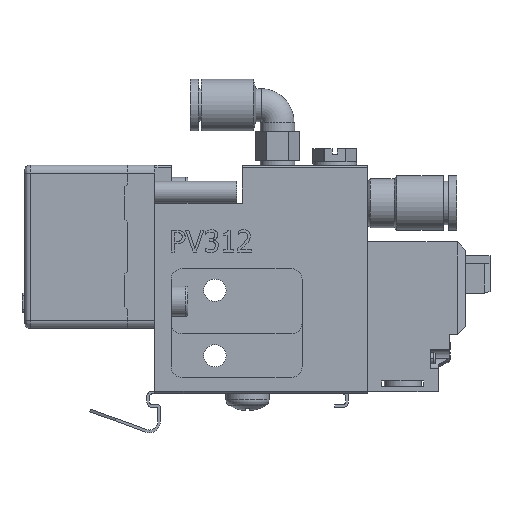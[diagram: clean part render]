
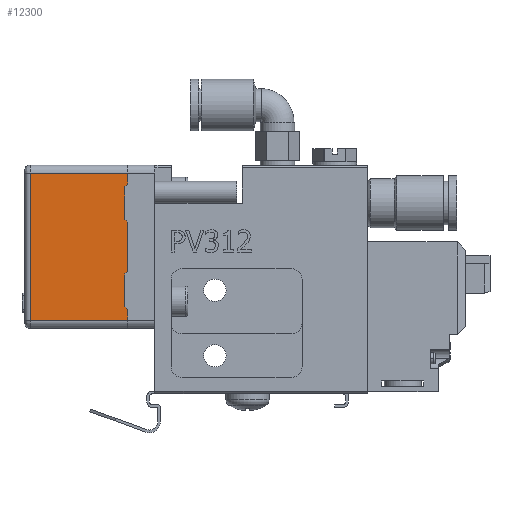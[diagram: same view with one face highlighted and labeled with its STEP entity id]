
A CAD part, left-side view. The second image highlights one B-rep face of the part: STEP entity #12300.
In plain terms, the highlighted planar face has unit normal (-1, 0, 0).
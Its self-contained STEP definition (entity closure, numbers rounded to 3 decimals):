
#11833=CARTESIAN_POINT('',(-15.,24.5,40.5));
#11834=VERTEX_POINT('',#11833);
#11842=CARTESIAN_POINT('',(-15.,24.5,38.5));
#11843=VERTEX_POINT('',#11842);
#11844=CARTESIAN_POINT('',(-15.,24.5,38.5));
#11845=DIRECTION('',(0.0,0.0,1.0));
#11846=VECTOR('',#11845,2.0);
#11847=LINE('',#11844,#11846);
#11848=EDGE_CURVE('',#11843,#11834,#11847,.T.);
#12147=CARTESIAN_POINT('',(-15.,24.5,15.5));
#12148=VERTEX_POINT('',#12147);
#12155=CARTESIAN_POINT('',(-15.,24.5,13.5));
#12156=VERTEX_POINT('',#12155);
#12157=CARTESIAN_POINT('',(-15.,24.5,13.5));
#12158=DIRECTION('',(0.0,0.0,1.0));
#12159=VECTOR('',#12158,2.);
#12160=LINE('',#12157,#12159);
#12161=EDGE_CURVE('',#12156,#12148,#12160,.T.);
#12196=CARTESIAN_POINT('',(-15.,25.,16.));
#12197=VERTEX_POINT('',#12196);
#12198=CARTESIAN_POINT('',(-15.,25.,16.));
#12199=DIRECTION('',(0.,-0.707,-0.707));
#12200=VECTOR('',#12199,0.707);
#12201=LINE('',#12198,#12200);
#12202=EDGE_CURVE('',#12197,#12148,#12201,.T.);
#12222=CARTESIAN_POINT('',(-15.,19.5,40.5));
#12223=DIRECTION('',(-1.0,0.0,0.0));
#12224=DIRECTION('',(0.0,-1.0,0.0));
#12225=AXIS2_PLACEMENT_3D('',#12222,#12223,#12224);
#12226=PLANE('',#12225);
#12227=ORIENTED_EDGE('',*,*,#12202,.F.);
#12228=CARTESIAN_POINT('',(-15.,25.,22.));
#12229=VERTEX_POINT('',#12228);
#12230=CARTESIAN_POINT('',(-15.,25.,16.));
#12231=DIRECTION('',(0.0,0.0,1.0));
#12232=VECTOR('',#12231,6.);
#12233=LINE('',#12230,#12232);
#12234=EDGE_CURVE('',#12197,#12229,#12233,.T.);
#12235=ORIENTED_EDGE('',*,*,#12234,.T.);
#12236=CARTESIAN_POINT('',(-15.,24.5,22.5));
#12237=VERTEX_POINT('',#12236);
#12238=CARTESIAN_POINT('',(-15.,24.5,22.5));
#12239=DIRECTION('',(0.,0.707,-0.707));
#12240=VECTOR('',#12239,0.707);
#12241=LINE('',#12238,#12240);
#12242=EDGE_CURVE('',#12237,#12229,#12241,.T.);
#12243=ORIENTED_EDGE('',*,*,#12242,.F.);
#12244=CARTESIAN_POINT('',(-15.,24.5,31.5));
#12245=VERTEX_POINT('',#12244);
#12246=CARTESIAN_POINT('',(-15.,24.5,22.5));
#12247=DIRECTION('',(0.0,0.0,1.0));
#12248=VECTOR('',#12247,9.);
#12249=LINE('',#12246,#12248);
#12250=EDGE_CURVE('',#12237,#12245,#12249,.T.);
#12251=ORIENTED_EDGE('',*,*,#12250,.T.);
#12252=CARTESIAN_POINT('',(-15.,25.,32.));
#12253=VERTEX_POINT('',#12252);
#12254=CARTESIAN_POINT('',(-15.,25.,32.));
#12255=DIRECTION('',(0.,-0.707,-0.707));
#12256=VECTOR('',#12255,0.707);
#12257=LINE('',#12254,#12256);
#12258=EDGE_CURVE('',#12253,#12245,#12257,.T.);
#12259=ORIENTED_EDGE('',*,*,#12258,.F.);
#12260=CARTESIAN_POINT('',(-15.,25.,38.));
#12261=VERTEX_POINT('',#12260);
#12262=CARTESIAN_POINT('',(-15.,25.,32.));
#12263=DIRECTION('',(0.0,0.0,1.0));
#12264=VECTOR('',#12263,6.0);
#12265=LINE('',#12262,#12264);
#12266=EDGE_CURVE('',#12253,#12261,#12265,.T.);
#12267=ORIENTED_EDGE('',*,*,#12266,.T.);
#12268=CARTESIAN_POINT('',(-15.,24.5,38.5));
#12269=DIRECTION('',(0.,0.707,-0.707));
#12270=VECTOR('',#12269,0.707);
#12271=LINE('',#12268,#12270);
#12272=EDGE_CURVE('',#11843,#12261,#12271,.T.);
#12273=ORIENTED_EDGE('',*,*,#12272,.F.);
#12274=ORIENTED_EDGE('',*,*,#11848,.T.);
#12275=CARTESIAN_POINT('',(-15.,42.4,40.5));
#12276=VERTEX_POINT('',#12275);
#12277=CARTESIAN_POINT('',(-15.,24.5,40.5));
#12278=DIRECTION('',(0.0,1.0,0.0));
#12279=VECTOR('',#12278,17.9);
#12280=LINE('',#12277,#12279);
#12281=EDGE_CURVE('',#11834,#12276,#12280,.T.);
#12282=ORIENTED_EDGE('',*,*,#12281,.T.);
#12283=CARTESIAN_POINT('',(-15.,42.4,13.5));
#12284=VERTEX_POINT('',#12283);
#12285=CARTESIAN_POINT('',(-15.,42.4,13.5));
#12286=DIRECTION('',(0.0,0.0,1.0));
#12287=VECTOR('',#12286,27.0);
#12288=LINE('',#12285,#12287);
#12289=EDGE_CURVE('',#12284,#12276,#12288,.T.);
#12290=ORIENTED_EDGE('',*,*,#12289,.F.);
#12291=CARTESIAN_POINT('',(-15.,24.5,13.5));
#12292=DIRECTION('',(0.0,1.0,0.0));
#12293=VECTOR('',#12292,17.9);
#12294=LINE('',#12291,#12293);
#12295=EDGE_CURVE('',#12156,#12284,#12294,.T.);
#12296=ORIENTED_EDGE('',*,*,#12295,.F.);
#12297=ORIENTED_EDGE('',*,*,#12161,.T.);
#12298=EDGE_LOOP('',(#12227,#12235,#12243,#12251,#12259,#12267,#12273,#12274,#12282,#12290,#12296,#12297));
#12299=FACE_OUTER_BOUND('',#12298,.T.);
#12300=ADVANCED_FACE('',(#12299),#12226,.T.);
